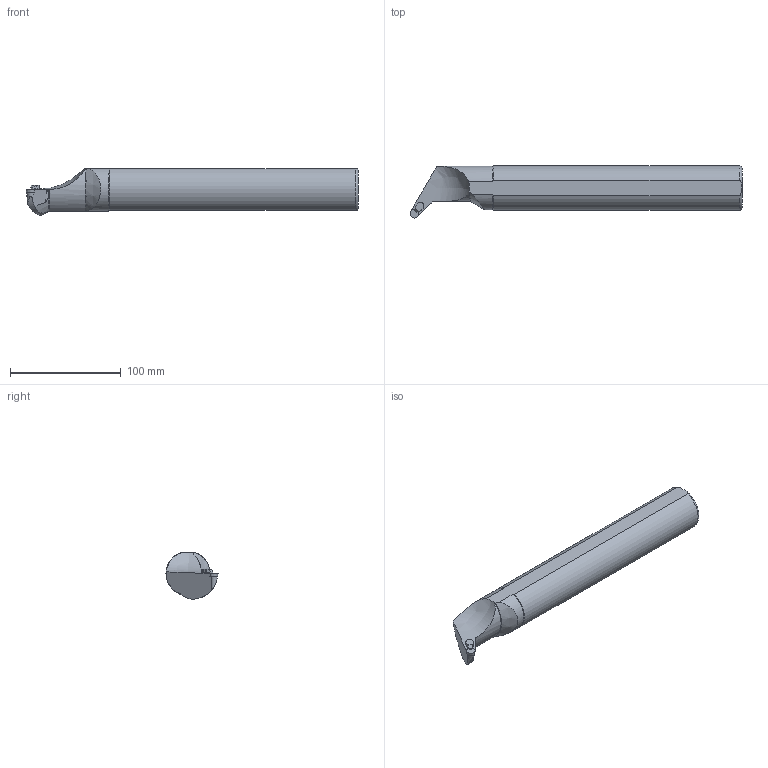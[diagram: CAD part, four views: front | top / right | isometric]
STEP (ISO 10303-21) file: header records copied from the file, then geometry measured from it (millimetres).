
FILE_DESCRIPTION(/* description */ (''),/* implementation_level */ '2;1');
FILE_NAME(/* name */ 'A40T-SRGCR-08C.stp',/* time_stamp */ '2023-10-18T15:27:13+03:00',/* author */ (''),/* organization */ (''),/* preprocessor_version */ 'ST-DEVELOPER v19.4',/* originating_system */ 'SIEMENS PLM Software NX2306.3001',/* authorisation */ '');
FILE_SCHEMA (('AUTOMOTIVE_DESIGN { 1 0 10303 214 3 1 1 1 }'));
Length unit declared in the file: millimetre
Products named in the file (1): model1_objects
Bounding box: 300 x 47 x 42.04 mm (x, y, z)
Volume: 328696.1 mm3; surface area: 37556.9 mm2
Topology: 2 solids, 2 shells, 45 faces, 118 edges, 78 vertices
Faces by surface type: plane 20, cylinder 11, cone 9, torus 4, bspline 1
Entity records: 1862 total; most frequent: CARTESIAN_POINT 747, ORIENTED_EDGE 230, DIRECTION 202, EDGE_CURVE 115, AXIS2_PLACEMENT_3D 79, VERTEX_POINT 77, EDGE_LOOP 48, ADVANCED_FACE 45
